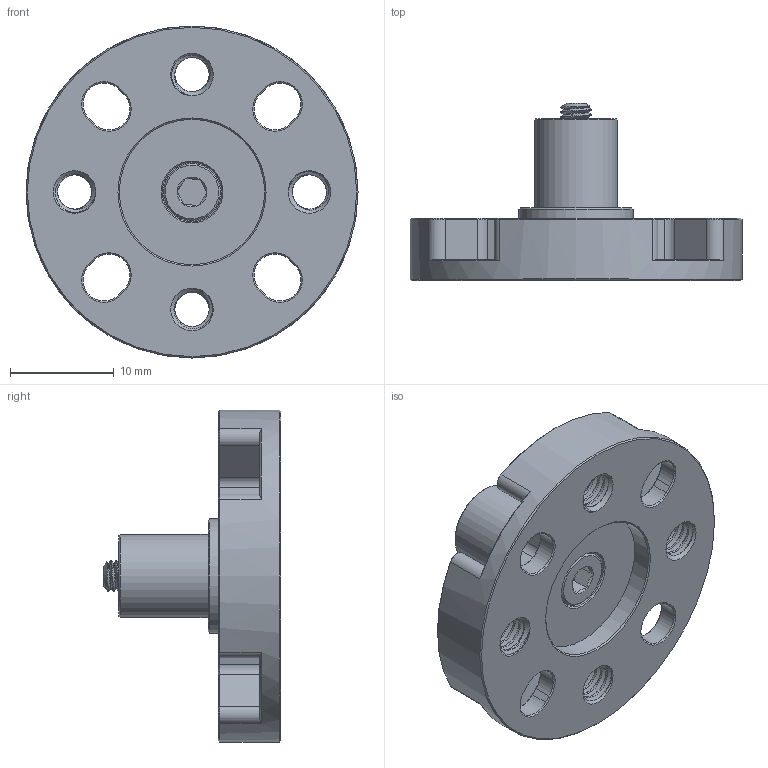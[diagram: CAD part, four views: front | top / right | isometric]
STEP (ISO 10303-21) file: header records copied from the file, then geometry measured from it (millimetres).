
FILE_DESCRIPTION(/* description */ ('STEP AP203'),/* implementation_level */ '2;1');
FILE_NAME(/* name */ '1910-0025-0816.step',/* time_stamp */ '2025-08-25T15:08:59-05:00',/* author */ (''),/* organization */ (''),/* preprocessor_version */ 'ST-DEVELOPER v20.1',/* originating_system */ 'Autodesk Translation Framework v14.10.0.0',/* authorisation */ '');
FILE_SCHEMA (('AUTOMOTIVE_DESIGN { 1 0 10303 214 3 1 1 }'));
Length unit declared in the file: millimetre
Products named in the file (3): 1910-0025-0816 REV1; 1910-0025-0816 REV1_1; 2800-0003-0012
Assembly tree (2 placements, depth 2):
  1910-0025-0816 REV1
    1910-0025-0816 REV1_1
    2800-0003-0012
Bounding box: 32 x 17.1 x 32 mm (x, y, z)
Volume: 3691.1 mm3; surface area: 3518.3 mm2
Topology: 2 solids, 2 shells, 442 faces, 1149 edges, 719 vertices
Faces by surface type: cylinder 209, plane 128, cone 95, bspline 10
Full cylindrical faces by diameter (mm): 2.35 x22, 3 x23, 3.05 x1, 3.3 x27, 4 x32, 5.5 x1, 5.7 x1, 6.8 x1, 8 x1, 11 x1, 14.02 x1, 32 x1
Entity records: 31009 total; most frequent: CARTESIAN_POINT 20617, ORIENTED_EDGE 2298, DIRECTION 1989, EDGE_CURVE 1149, AXIS2_PLACEMENT_3D 739, VERTEX_POINT 719, LINE 511, VECTOR 511
